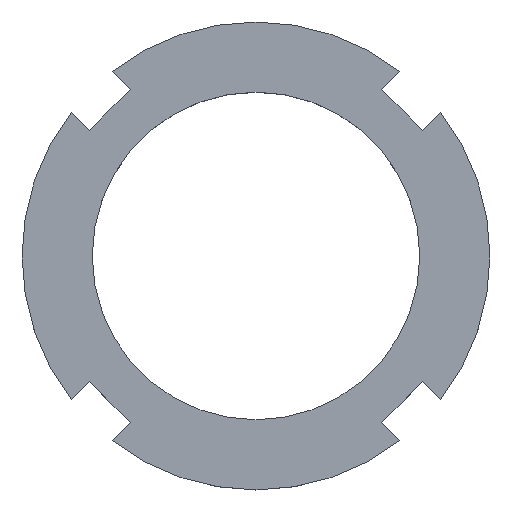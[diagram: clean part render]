
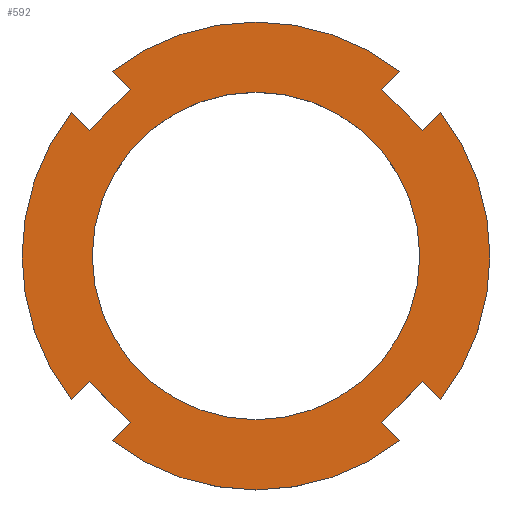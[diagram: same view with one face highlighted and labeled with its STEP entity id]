
A CAD part, top view. The second image highlights one B-rep face of the part: STEP entity #592.
In plain terms, the highlighted planar face has unit normal (0, 0, 1).
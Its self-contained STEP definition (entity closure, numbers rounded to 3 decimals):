
#143=DIRECTION('',(0.707,0.707,0.));
#144=VECTOR('',#143,3.553);
#145=CARTESIAN_POINT('',(-25.635,-19.978,8.));
#146=LINE('',#145,#144);
#147=DIRECTION('',(0.707,-0.707,0.));
#148=VECTOR('',#147,3.553);
#149=CARTESIAN_POINT('',(-25.635,19.978,8.));
#150=LINE('',#149,#148);
#151=DIRECTION('',(0.707,0.707,0.));
#152=VECTOR('',#151,8.);
#153=CARTESIAN_POINT('',(-23.122,17.466,8.));
#154=LINE('',#153,#152);
#155=DIRECTION('',(0.707,-0.707,0.));
#156=VECTOR('',#155,3.553);
#157=CARTESIAN_POINT('',(-19.978,25.635,8.));
#158=LINE('',#157,#156);
#159=DIRECTION('',(-0.707,-0.707,0.));
#160=VECTOR('',#159,3.553);
#161=CARTESIAN_POINT('',(19.978,25.635,8.));
#162=LINE('',#161,#160);
#163=DIRECTION('',(0.707,-0.707,0.));
#164=VECTOR('',#163,8.);
#165=CARTESIAN_POINT('',(17.466,23.122,8.));
#166=LINE('',#165,#164);
#167=DIRECTION('',(0.707,0.707,0.));
#168=VECTOR('',#167,3.553);
#169=CARTESIAN_POINT('',(23.122,17.466,8.));
#170=LINE('',#169,#168);
#171=DIRECTION('',(0.707,-0.707,0.));
#172=VECTOR('',#171,3.553);
#173=CARTESIAN_POINT('',(23.122,-17.466,8.));
#174=LINE('',#173,#172);
#175=DIRECTION('',(0.707,0.707,0.));
#176=VECTOR('',#175,8.);
#177=CARTESIAN_POINT('',(17.466,-23.122,8.));
#178=LINE('',#177,#176);
#179=DIRECTION('',(-0.707,0.707,0.));
#180=VECTOR('',#179,3.553);
#181=CARTESIAN_POINT('',(19.978,-25.635,8.));
#182=LINE('',#181,#180);
#183=DIRECTION('',(-0.707,-0.707,0.));
#184=VECTOR('',#183,3.553);
#185=CARTESIAN_POINT('',(-17.466,-23.122,8.));
#186=LINE('',#185,#184);
#187=DIRECTION('',(0.707,-0.707,0.));
#188=VECTOR('',#187,8.);
#189=CARTESIAN_POINT('',(-23.122,-17.466,8.));
#190=LINE('',#189,#188);
#191=CARTESIAN_POINT('',(0.,0.,8.));
#192=DIRECTION('',(0.,0.,-1.));
#193=DIRECTION('',(-1.,0.,0.));
#194=AXIS2_PLACEMENT_3D('',#191,#192,#193);
#196=CARTESIAN_POINT('',(0.,0.,8.));
#197=DIRECTION('',(0.,0.,-1.));
#198=DIRECTION('',(1.,0.,0.));
#199=AXIS2_PLACEMENT_3D('',#196,#197,#198);
#206=CARTESIAN_POINT('',(0.,0.,8.));
#207=DIRECTION('',(0.,0.,1.));
#208=DIRECTION('',(0.615,0.789,0.));
#209=AXIS2_PLACEMENT_3D('',#206,#207,#208);
#211=CARTESIAN_POINT('',(0.,0.,8.));
#212=DIRECTION('',(0.,0.,1.));
#213=DIRECTION('',(0.789,-0.615,0.));
#214=AXIS2_PLACEMENT_3D('',#211,#212,#213);
#236=CARTESIAN_POINT('',(0.,0.,8.));
#237=DIRECTION('',(0.,0.,1.));
#238=DIRECTION('',(-0.789,0.615,0.));
#239=AXIS2_PLACEMENT_3D('',#236,#237,#238);
#241=CARTESIAN_POINT('',(0.,0.,8.));
#242=DIRECTION('',(0.,0.,1.));
#243=DIRECTION('',(-0.615,-0.789,0.));
#244=AXIS2_PLACEMENT_3D('',#241,#242,#243);
#408=CARTESIAN_POINT('',(-22.75,0.,8.));
#409=CARTESIAN_POINT('',(22.75,0.,8.));
#410=VERTEX_POINT('',#408);
#411=VERTEX_POINT('',#409);
#412=CARTESIAN_POINT('',(19.978,25.635,8.));
#413=CARTESIAN_POINT('',(17.466,23.122,8.));
#414=VERTEX_POINT('',#412);
#415=VERTEX_POINT('',#413);
#416=CARTESIAN_POINT('',(23.122,17.466,8.));
#417=VERTEX_POINT('',#416);
#418=CARTESIAN_POINT('',(25.635,19.978,8.));
#419=VERTEX_POINT('',#418);
#428=CARTESIAN_POINT('',(-25.635,19.978,8.));
#429=CARTESIAN_POINT('',(-23.122,17.466,8.));
#430=VERTEX_POINT('',#428);
#431=VERTEX_POINT('',#429);
#432=CARTESIAN_POINT('',(-17.466,23.122,8.));
#433=VERTEX_POINT('',#432);
#434=CARTESIAN_POINT('',(-19.978,25.635,8.));
#435=VERTEX_POINT('',#434);
#444=CARTESIAN_POINT('',(19.978,-25.635,8.));
#445=CARTESIAN_POINT('',(17.466,-23.122,8.));
#446=VERTEX_POINT('',#444);
#447=VERTEX_POINT('',#445);
#448=CARTESIAN_POINT('',(23.122,-17.466,8.));
#449=VERTEX_POINT('',#448);
#450=CARTESIAN_POINT('',(25.635,-19.978,8.));
#451=VERTEX_POINT('',#450);
#460=CARTESIAN_POINT('',(-25.635,-19.978,8.));
#461=CARTESIAN_POINT('',(-23.122,-17.466,8.));
#462=VERTEX_POINT('',#460);
#463=VERTEX_POINT('',#461);
#464=CARTESIAN_POINT('',(-17.466,-23.122,8.));
#465=VERTEX_POINT('',#464);
#466=CARTESIAN_POINT('',(-19.978,-25.635,8.));
#467=VERTEX_POINT('',#466);
#548=CARTESIAN_POINT('',(0.,0.,8.));
#549=DIRECTION('',(0.,0.,1.));
#550=DIRECTION('',(1.,0.,0.));
#551=AXIS2_PLACEMENT_3D('',#548,#549,#550);
#552=PLANE('',#551);
#553=ORIENTED_EDGE('',*,*,#538,.F.);
#555=ORIENTED_EDGE('',*,*,#554,.F.);
#557=ORIENTED_EDGE('',*,*,#556,.T.);
#559=ORIENTED_EDGE('',*,*,#558,.T.);
#561=ORIENTED_EDGE('',*,*,#560,.F.);
#563=ORIENTED_EDGE('',*,*,#562,.F.);
#565=ORIENTED_EDGE('',*,*,#564,.T.);
#567=ORIENTED_EDGE('',*,*,#566,.T.);
#569=ORIENTED_EDGE('',*,*,#568,.T.);
#571=ORIENTED_EDGE('',*,*,#570,.F.);
#573=ORIENTED_EDGE('',*,*,#572,.F.);
#575=ORIENTED_EDGE('',*,*,#574,.F.);
#577=ORIENTED_EDGE('',*,*,#576,.F.);
#579=ORIENTED_EDGE('',*,*,#578,.F.);
#581=ORIENTED_EDGE('',*,*,#580,.F.);
#583=ORIENTED_EDGE('',*,*,#582,.F.);
#584=EDGE_LOOP('',(#553,#555,#557,#559,#561,#563,#565,#567,#569,#571,#573,#575,
#577,#579,#581,#583));
#585=FACE_OUTER_BOUND('',#584,.F.);
#587=ORIENTED_EDGE('',*,*,#586,.F.);
#589=ORIENTED_EDGE('',*,*,#588,.F.);
#590=EDGE_LOOP('',(#587,#589));
#591=FACE_BOUND('',#590,.F.);
#592=ADVANCED_FACE('',(#585,#591),#552,.T.);
#195=CIRCLE('',#194,22.75);
#200=CIRCLE('',#199,22.75);
#210=CIRCLE('',#209,32.5);
#215=CIRCLE('',#214,32.5);
#240=CIRCLE('',#239,32.5);
#245=CIRCLE('',#244,32.5);
#538=EDGE_CURVE('',#462,#463,#146,.T.);
#554=EDGE_CURVE('',#430,#462,#240,.T.);
#556=EDGE_CURVE('',#430,#431,#150,.T.);
#558=EDGE_CURVE('',#431,#433,#154,.T.);
#560=EDGE_CURVE('',#435,#433,#158,.T.);
#562=EDGE_CURVE('',#414,#435,#210,.T.);
#564=EDGE_CURVE('',#414,#415,#162,.T.);
#566=EDGE_CURVE('',#415,#417,#166,.T.);
#568=EDGE_CURVE('',#417,#419,#170,.T.);
#570=EDGE_CURVE('',#451,#419,#215,.T.);
#572=EDGE_CURVE('',#449,#451,#174,.T.);
#574=EDGE_CURVE('',#447,#449,#178,.T.);
#576=EDGE_CURVE('',#446,#447,#182,.T.);
#578=EDGE_CURVE('',#467,#446,#245,.T.);
#580=EDGE_CURVE('',#465,#467,#186,.T.);
#582=EDGE_CURVE('',#463,#465,#190,.T.);
#586=EDGE_CURVE('',#410,#411,#195,.T.);
#588=EDGE_CURVE('',#411,#410,#200,.T.);
